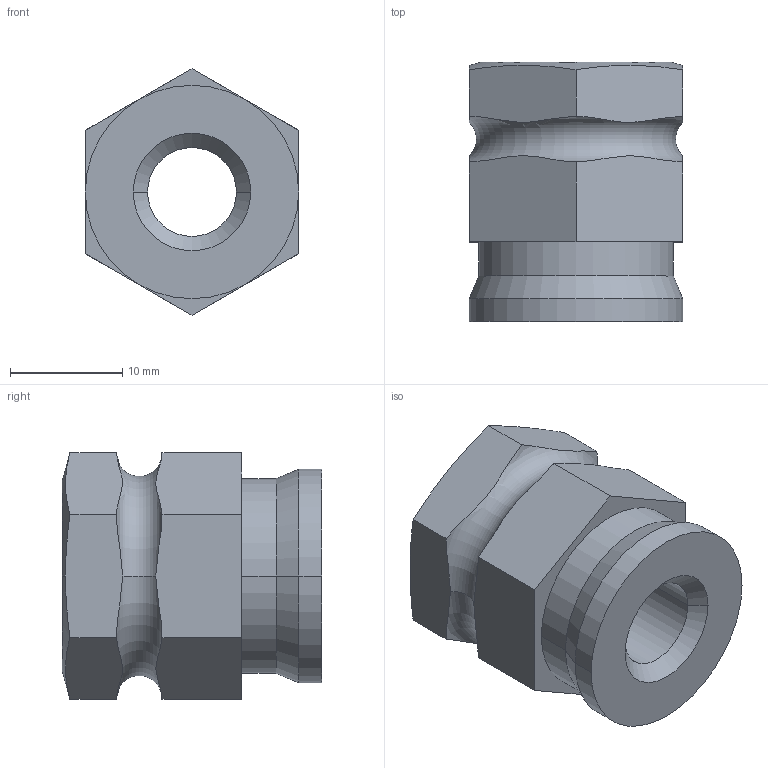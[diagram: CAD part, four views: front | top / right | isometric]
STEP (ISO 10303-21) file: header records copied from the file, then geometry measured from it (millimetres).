
FILE_DESCRIPTION((''),'2;1');
FILE_NAME('C02-1003-ZN_NCF','2020-10-01T10:51:03',('jwisneski'),(''),'CREO PARAMETRIC BY PTC INC, 2017110','CREO PARAMETRIC BY PTC INC, 2017110','');
FILE_SCHEMA(('CONFIG_CONTROL_DESIGN'));
Length unit declared in the file: inch
Products named in the file (1): C02-1003-ZN_NCF
Bounding box: 19.05 x 23.14 x 22 mm (x, y, z)
Volume: 5484.4 mm3; surface area: 2593.6 mm2
Topology: 1 solids, 1 shells, 43 faces, 112 edges, 72 vertices
Faces by surface type: plane 27, cone 8, cylinder 6, torus 2
Entity records: 1632 total; most frequent: CARTESIAN_POINT 549, ORIENTED_EDGE 224, DIRECTION 206, EDGE_CURVE 112, AXIS2_PLACEMENT_3D 75, VERTEX_POINT 72, VECTOR 56, LINE 56
